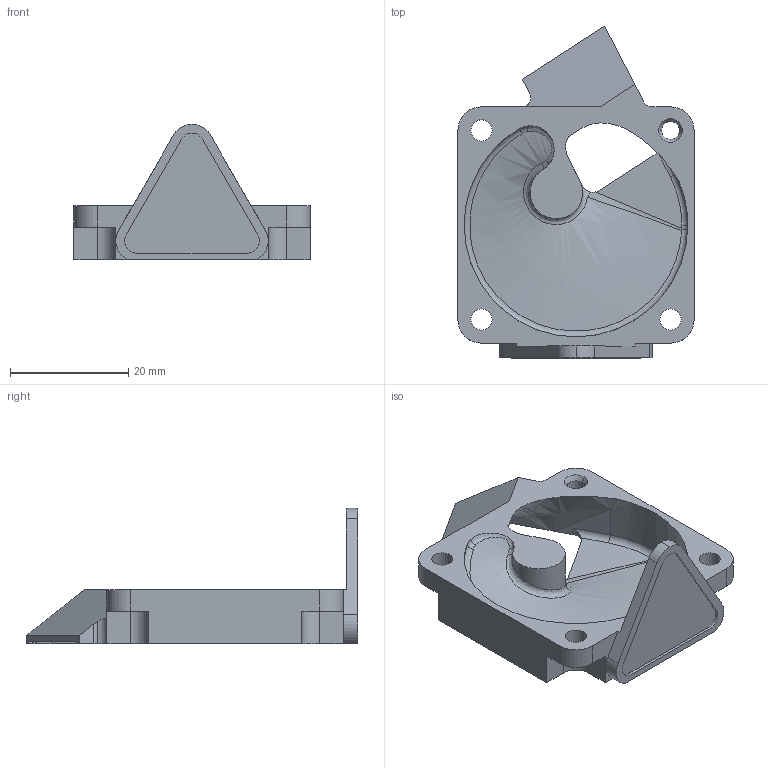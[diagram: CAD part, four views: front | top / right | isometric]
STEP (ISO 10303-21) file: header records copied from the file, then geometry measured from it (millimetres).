
FILE_DESCRIPTION (( 'STEP AP203' ), '1' );
FILE_NAME ('10435_V4_Hotend_SE_Cooling_Duct_with_Label.STEP', '2024-07-17T14:15:15', ( '' ), ( '' ), 'SwSTEP 2.0', 'SolidWorks 2022', '' );
FILE_SCHEMA (( 'CONFIG_CONTROL_DESIGN' ));
Length unit declared in the file: millimetre
Products named in the file (1): 10435_V4_Hotend_SE_Cooling_Duct_with_Label
Bounding box: 40 x 56.19 x 22.9 mm (x, y, z)
Volume: 7615.4 mm3; surface area: 6287.1 mm2
Topology: 1 solids, 1 shells, 86 faces, 244 edges, 158 vertices
Faces by surface type: cylinder 36, plane 35, bspline 11, torus 2, cone 2
Entity records: 5009 total; most frequent: CARTESIAN_POINT 2744, ORIENTED_EDGE 484, DIRECTION 428, EDGE_CURVE 242, VERTEX_POINT 158, AXIS2_PLACEMENT_3D 149, VECTOR 130, LINE 130
